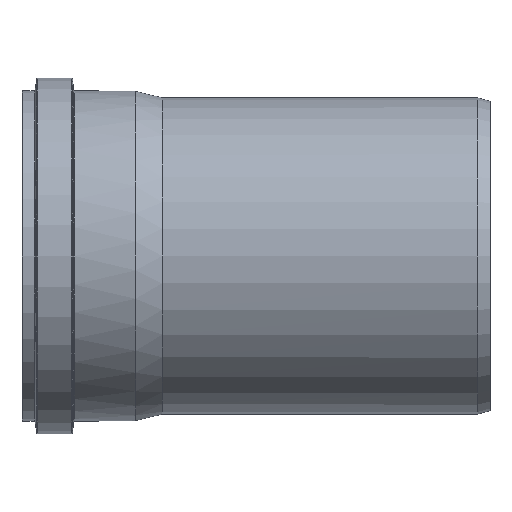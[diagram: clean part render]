
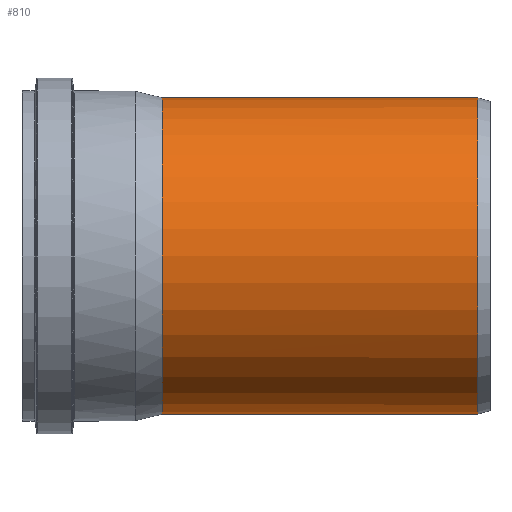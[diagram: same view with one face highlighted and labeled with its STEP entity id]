
A CAD part, left-side view. The second image highlights one B-rep face of the part: STEP entity #810.
In plain terms, the highlighted cylindrical face has radius 157.8 mm (diameter 315.6 mm), a full revolution.
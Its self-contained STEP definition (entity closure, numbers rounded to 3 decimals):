
#80=FACE_BOUND('',#308,.T.);
#135=CIRCLE('',#898,157.8);
#136=CIRCLE('',#900,157.8);
#171=CYLINDRICAL_SURFACE('',#899,157.8);
#216=FACE_OUTER_BOUND('',#307,.T.);
#307=EDGE_LOOP('',(#706,#707,#708,#709));
#308=EDGE_LOOP('',(#710));
#371=B_SPLINE_CURVE_WITH_KNOTS('',3,(#1448,#1449,#1450,#1451,#1452,#1453,
#1454),.UNSPECIFIED.,.F.,.F.,(4,3,4),(0.,0.01,0.014),
 .UNSPECIFIED.);
#374=B_SPLINE_CURVE_WITH_KNOTS('',3,(#1600,#1601,#1602,#1603,#1604,#1605,
#1606,#1607,#1608,#1609,#1610,#1611,#1612,#1613,#1614,#1615,#1616,#1617,
#1618,#1619,#1620,#1621,#1622,#1623,#1624,#1625,#1626,#1627,#1628,#1629,
#1630,#1631,#1632,#1633,#1634,#1635,#1636,#1637,#1638,#1639,#1640,#1641,
#1642,#1643,#1644,#1645,#1646,#1647,#1648,#1649,#1650,#1651,#1652,#1653,
#1654,#1655,#1656,#1657,#1658,#1659,#1660,#1661,#1662,#1663,#1664,#1665,
#1666,#1667,#1668,#1669,#1670,#1671,#1672,#1673,#1674,#1675,#1676,#1677,
#1678),.UNSPECIFIED.,.F.,.F.,(4,3,3,3,3,3,3,3,3,3,3,3,3,3,3,3,3,3,3,3,3,
3,3,3,3,3,4),(-52.64,-49.2,-47.976,-45.759,
-43.465,-41.171,-39.25,-38.878,
-36.585,-34.291,-31.997,-29.703,
-27.409,-25.496,-25.115,-22.821,
-20.528,-20.457,-18.234,-15.94,
-14.686,-13.646,-11.352,-10.934,
-7.911,-5.848,-4.472),.UNSPECIFIED.);
#378=B_SPLINE_CURVE_WITH_KNOTS('',3,(#1754,#1755,#1756,#1757,#1758,#1759,
#1760),.UNSPECIFIED.,.F.,.F.,(4,3,4),(0.641,0.651,
0.664),.UNSPECIFIED.);
#410=VERTEX_POINT('',#1424);
#411=VERTEX_POINT('',#1447);
#413=VERTEX_POINT('',#1599);
#416=VERTEX_POINT('',#1749);
#456=VERTEX_POINT('',#2176);
#492=EDGE_CURVE('',#411,#410,#371,.T.);
#495=EDGE_CURVE('',#413,#410,#374,.T.);
#499=EDGE_CURVE('',#413,#416,#378,.T.);
#549=EDGE_CURVE('',#416,#411,#135,.T.);
#550=EDGE_CURVE('',#456,#456,#136,.T.);
#706=ORIENTED_EDGE('',*,*,#499,.T.);
#707=ORIENTED_EDGE('',*,*,#549,.T.);
#708=ORIENTED_EDGE('',*,*,#492,.T.);
#709=ORIENTED_EDGE('',*,*,#495,.F.);
#710=ORIENTED_EDGE('',*,*,#550,.F.);
#810=ADVANCED_FACE('',(#216,#80),#171,.T.);
#898=AXIS2_PLACEMENT_3D('',#2174,#1071,#1072);
#899=AXIS2_PLACEMENT_3D('',#2175,#1073,#1074);
#900=AXIS2_PLACEMENT_3D('',#2177,#1075,#1076);
#1071=DIRECTION('center_axis',(0.,-1.,0.));
#1072=DIRECTION('ref_axis',(1.,0.,0.));
#1073=DIRECTION('center_axis',(0.,-1.,0.));
#1074=DIRECTION('ref_axis',(1.,0.,0.));
#1075=DIRECTION('center_axis',(0.,-1.,0.));
#1076=DIRECTION('ref_axis',(1.,0.,0.));
#1424=CARTESIAN_POINT('',(147.543,-0.032,-55.964));
#1447=CARTESIAN_POINT('',(147.497,0.,-56.085));
#1448=CARTESIAN_POINT('Ctrl Pts',(147.497,0.,
-56.085));
#1449=CARTESIAN_POINT('Ctrl Pts',(147.509,0.,
-56.052));
#1450=CARTESIAN_POINT('Ctrl Pts',(147.522,-0.006,
-56.02));
#1451=CARTESIAN_POINT('Ctrl Pts',(147.533,-0.019,
-55.99));
#1452=CARTESIAN_POINT('Ctrl Pts',(147.536,-0.023,-55.981));
#1453=CARTESIAN_POINT('Ctrl Pts',(147.54,-0.027,
-55.972));
#1454=CARTESIAN_POINT('Ctrl Pts',(147.543,-0.032,
-55.964));
#1599=CARTESIAN_POINT('',(147.543,-0.032,55.964));
#1600=CARTESIAN_POINT('Ctrl Pts',(147.543,-0.032,
55.964));
#1601=CARTESIAN_POINT('Ctrl Pts',(145.429,-9.804,61.537));
#1602=CARTESIAN_POINT('Ctrl Pts',(143.375,-20.196,66.039));
#1603=CARTESIAN_POINT('Ctrl Pts',(141.58,-30.912,69.681));
#1604=CARTESIAN_POINT('Ctrl Pts',(140.942,-34.724,70.977));
#1605=CARTESIAN_POINT('Ctrl Pts',(140.337,-38.577,72.164));
#1606=CARTESIAN_POINT('Ctrl Pts',(139.773,-42.466,73.24));
#1607=CARTESIAN_POINT('Ctrl Pts',(138.753,-49.511,75.189));
#1608=CARTESIAN_POINT('Ctrl Pts',(137.871,-56.674,76.776));
#1609=CARTESIAN_POINT('Ctrl Pts',(137.183,-63.928,77.986));
#1610=CARTESIAN_POINT('Ctrl Pts',(136.471,-71.432,79.238));
#1611=CARTESIAN_POINT('Ctrl Pts',(135.967,-79.034,80.087));
#1612=CARTESIAN_POINT('Ctrl Pts',(135.754,-86.669,80.446));
#1613=CARTESIAN_POINT('Ctrl Pts',(135.542,-94.304,80.805));
#1614=CARTESIAN_POINT('Ctrl Pts',(135.621,-101.972,80.674));
#1615=CARTESIAN_POINT('Ctrl Pts',(136.07,-109.566,79.91));
#1616=CARTESIAN_POINT('Ctrl Pts',(136.446,-115.926,79.27));
#1617=CARTESIAN_POINT('Ctrl Pts',(137.082,-122.235,78.186));
#1618=CARTESIAN_POINT('Ctrl Pts',(137.989,-128.356,76.548));
#1619=CARTESIAN_POINT('Ctrl Pts',(138.165,-129.541,76.231));
#1620=CARTESIAN_POINT('Ctrl Pts',(138.351,-130.72,75.893));
#1621=CARTESIAN_POINT('Ctrl Pts',(138.547,-131.89,75.533));
#1622=CARTESIAN_POINT('Ctrl Pts',(139.755,-139.103,73.318));
#1623=CARTESIAN_POINT('Ctrl Pts',(141.351,-146.009,70.284));
#1624=CARTESIAN_POINT('Ctrl Pts',(143.174,-152.282,66.347));
#1625=CARTESIAN_POINT('Ctrl Pts',(144.998,-158.556,62.408));
#1626=CARTESIAN_POINT('Ctrl Pts',(147.048,-164.198,57.565));
#1627=CARTESIAN_POINT('Ctrl Pts',(149.003,-168.959,51.953));
#1628=CARTESIAN_POINT('Ctrl Pts',(150.959,-173.721,46.341));
#1629=CARTESIAN_POINT('Ctrl Pts',(152.821,-177.603,39.959));
#1630=CARTESIAN_POINT('Ctrl Pts',(154.293,-180.52,33.092));
#1631=CARTESIAN_POINT('Ctrl Pts',(155.766,-183.437,26.225));
#1632=CARTESIAN_POINT('Ctrl Pts',(156.85,-185.389,18.872));
#1633=CARTESIAN_POINT('Ctrl Pts',(157.392,-186.366,11.356));
#1634=CARTESIAN_POINT('Ctrl Pts',(157.934,-187.342,3.84));
#1635=CARTESIAN_POINT('Ctrl Pts',(157.935,-187.342,-3.84));
#1636=CARTESIAN_POINT('Ctrl Pts',(157.392,-186.366,-11.356));
#1637=CARTESIAN_POINT('Ctrl Pts',(156.94,-185.552,-17.626));
#1638=CARTESIAN_POINT('Ctrl Pts',(156.11,-184.059,-23.781));
#1639=CARTESIAN_POINT('Ctrl Pts',(154.993,-181.893,-29.636));
#1640=CARTESIAN_POINT('Ctrl Pts',(154.77,-181.462,-30.801));
#1641=CARTESIAN_POINT('Ctrl Pts',(154.537,-181.005,-31.953));
#1642=CARTESIAN_POINT('Ctrl Pts',(154.292,-180.521,-33.092));
#1643=CARTESIAN_POINT('Ctrl Pts',(152.819,-177.604,-39.96));
#1644=CARTESIAN_POINT('Ctrl Pts',(150.959,-173.722,-46.341));
#1645=CARTESIAN_POINT('Ctrl Pts',(149.003,-168.96,-51.954));
#1646=CARTESIAN_POINT('Ctrl Pts',(147.048,-164.199,-57.565));
#1647=CARTESIAN_POINT('Ctrl Pts',(144.997,-158.558,-62.408));
#1648=CARTESIAN_POINT('Ctrl Pts',(143.174,-152.282,-66.347));
#1649=CARTESIAN_POINT('Ctrl Pts',(143.117,-152.088,-66.469));
#1650=CARTESIAN_POINT('Ctrl Pts',(143.061,-151.893,-66.59));
#1651=CARTESIAN_POINT('Ctrl Pts',(143.005,-151.698,-66.71));
#1652=CARTESIAN_POINT('Ctrl Pts',(141.251,-145.579,-70.474));
#1653=CARTESIAN_POINT('Ctrl Pts',(139.716,-138.878,-73.388));
#1654=CARTESIAN_POINT('Ctrl Pts',(138.546,-131.891,-75.535));
#1655=CARTESIAN_POINT('Ctrl Pts',(137.338,-124.678,-77.75));
#1656=CARTESIAN_POINT('Ctrl Pts',(136.519,-117.16,-79.147));
#1657=CARTESIAN_POINT('Ctrl Pts',(136.069,-109.566,-79.911));
#1658=CARTESIAN_POINT('Ctrl Pts',(135.824,-105.413,-80.329));
#1659=CARTESIAN_POINT('Ctrl Pts',(135.688,-101.238,-80.558));
#1660=CARTESIAN_POINT('Ctrl Pts',(135.651,-97.058,-80.621));
#1661=CARTESIAN_POINT('Ctrl Pts',(135.62,-93.594,-80.673));
#1662=CARTESIAN_POINT('Ctrl Pts',(135.656,-90.128,-80.611));
#1663=CARTESIAN_POINT('Ctrl Pts',(135.752,-86.669,-80.449));
#1664=CARTESIAN_POINT('Ctrl Pts',(135.964,-79.034,-80.091));
#1665=CARTESIAN_POINT('Ctrl Pts',(136.468,-71.434,-79.243));
#1666=CARTESIAN_POINT('Ctrl Pts',(137.18,-63.927,-77.99));
#1667=CARTESIAN_POINT('Ctrl Pts',(137.311,-62.557,-77.761));
#1668=CARTESIAN_POINT('Ctrl Pts',(137.448,-61.19,-77.519));
#1669=CARTESIAN_POINT('Ctrl Pts',(137.591,-59.826,-77.263));
#1670=CARTESIAN_POINT('Ctrl Pts',(138.628,-49.982,-75.417));
#1671=CARTESIAN_POINT('Ctrl Pts',(140.005,-40.324,-72.879));
#1672=CARTESIAN_POINT('Ctrl Pts',(141.582,-30.913,-69.678));
#1673=CARTESIAN_POINT('Ctrl Pts',(142.659,-24.487,-67.493));
#1674=CARTESIAN_POINT('Ctrl Pts',(143.828,-18.176,-64.999));
#1675=CARTESIAN_POINT('Ctrl Pts',(145.049,-12.042,-62.149));
#1676=CARTESIAN_POINT('Ctrl Pts',(145.862,-7.952,-60.249));
#1677=CARTESIAN_POINT('Ctrl Pts',(146.697,-3.94,-58.193));
#1678=CARTESIAN_POINT('Ctrl Pts',(147.543,-0.032,
-55.964));
#1749=CARTESIAN_POINT('',(147.497,0.,56.085));
#1754=CARTESIAN_POINT('Ctrl Pts',(147.543,-0.032,
55.964));
#1755=CARTESIAN_POINT('Ctrl Pts',(147.537,-0.023,
55.98));
#1756=CARTESIAN_POINT('Ctrl Pts',(147.53,-0.015,
55.997));
#1757=CARTESIAN_POINT('Ctrl Pts',(147.524,-0.01,
56.014));
#1758=CARTESIAN_POINT('Ctrl Pts',(147.515,-0.003,
56.037));
#1759=CARTESIAN_POINT('Ctrl Pts',(147.506,0.,
56.061));
#1760=CARTESIAN_POINT('Ctrl Pts',(147.497,0.,
56.085));
#2174=CARTESIAN_POINT('Origin',(0.,0.,
0.));
#2175=CARTESIAN_POINT('Origin',(0.,-157.592,0.));
#2176=CARTESIAN_POINT('',(157.8,-315.185,0.));
#2177=CARTESIAN_POINT('Origin',(0.,-315.185,
0.));
